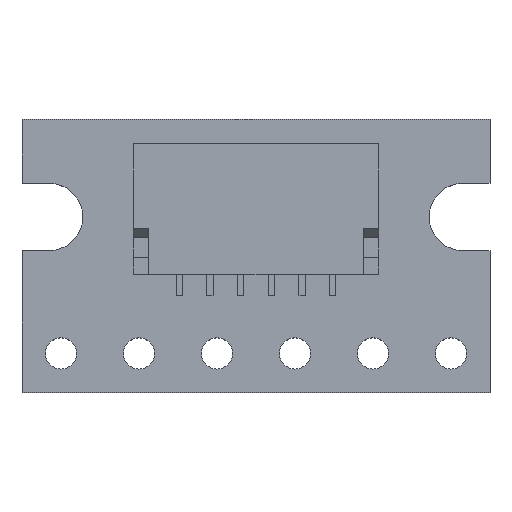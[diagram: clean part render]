
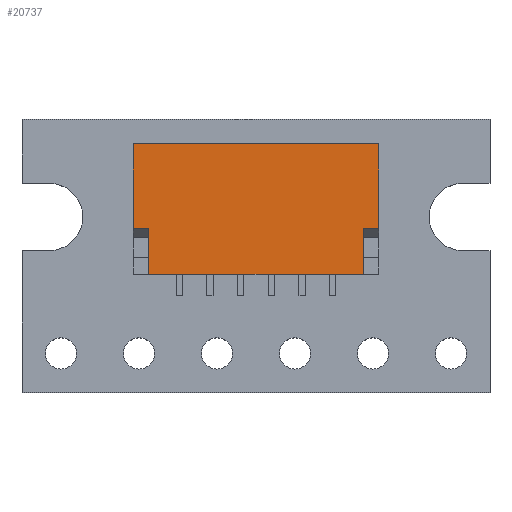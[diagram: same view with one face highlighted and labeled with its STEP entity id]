
A CAD part, top view. The second image highlights one B-rep face of the part: STEP entity #20737.
In plain terms, the highlighted planar face has unit normal (0, 0, 1).
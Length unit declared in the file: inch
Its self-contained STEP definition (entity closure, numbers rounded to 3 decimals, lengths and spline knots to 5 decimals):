
#440 = CARTESIAN_POINT ( 'NONE',  ( 0.4378, 0.15134, 0.15654 ) ) ;
#1079 = VECTOR ( 'NONE', #11741, 39.37008 ) ;
#1811 = LINE ( 'NONE', #10357, #12567 ) ;
#2314 = VECTOR ( 'NONE', #23349, 39.37008 ) ;
#2395 = VERTEX_POINT ( 'NONE', #12290 ) ;
#2604 = DIRECTION ( 'NONE',  ( 1., 0., 0. ) ) ;
#2607 = CARTESIAN_POINT ( 'NONE',  ( 0.45748, 0.20995, 0.15654 ) ) ;
#2939 = CARTESIAN_POINT ( 'NONE',  ( 0.1622, 0.15134, 0.15654 ) ) ;
#3748 = ORIENTED_EDGE ( 'NONE', *, *, #10912, .F. ) ;
#3780 = LINE ( 'NONE', #18673, #2314 ) ;
#4454 = CARTESIAN_POINT ( 'NONE',  ( 0.1622, 0.20995, 0.15654 ) ) ;
#4640 = CARTESIAN_POINT ( 'NONE',  ( 0.45748, 0.31866, 0.15654 ) ) ;
#5058 = VERTEX_POINT ( 'NONE', #8441 ) ;
#5225 = VERTEX_POINT ( 'NONE', #4640 ) ;
#5466 = CARTESIAN_POINT ( 'NONE',  ( 0.14252, 0.20995, 0.15654 ) ) ;
#5552 = LINE ( 'NONE', #2939, #1079 ) ;
#7169 = AXIS2_PLACEMENT_3D ( 'NONE', #25143, #14243, #22828 ) ;
#7339 = CARTESIAN_POINT ( 'NONE',  ( 0.45748, 0.20995, 0.15654 ) ) ;
#7901 = EDGE_CURVE ( 'NONE', #14440, #12375, #11688, .T. ) ;
#8441 = CARTESIAN_POINT ( 'NONE',  ( 0.4378, 0.15134, 0.15654 ) ) ;
#8556 = VECTOR ( 'NONE', #11784, 39.37008 ) ;
#8807 = VERTEX_POINT ( 'NONE', #5466 ) ;
#9082 = DIRECTION ( 'NONE',  ( 0., 1., 0. ) ) ;
#9191 = ORIENTED_EDGE ( 'NONE', *, *, #22833, .F. ) ;
#10357 = CARTESIAN_POINT ( 'NONE',  ( 0.45748, 0.15134, 0.15654 ) ) ;
#10873 = ORIENTED_EDGE ( 'NONE', *, *, #22416, .F. ) ;
#10912 = EDGE_CURVE ( 'NONE', #5225, #14440, #1811, .T. ) ;
#11104 = CARTESIAN_POINT ( 'NONE',  ( 0.14252, 0.15134, 0.15654 ) ) ;
#11413 = DIRECTION ( 'NONE',  ( -1., 0., 0. ) ) ;
#11688 = LINE ( 'NONE', #2607, #22559 ) ;
#11741 = DIRECTION ( 'NONE',  ( 0., 1., 0. ) ) ;
#11784 = DIRECTION ( 'NONE',  ( -1., 0., 0. ) ) ;
#11946 = ORIENTED_EDGE ( 'NONE', *, *, #27449, .F. ) ;
#12290 = CARTESIAN_POINT ( 'NONE',  ( 0.1622, 0.15134, 0.15654 ) ) ;
#12375 = VERTEX_POINT ( 'NONE', #22170 ) ;
#12567 = VECTOR ( 'NONE', #18888, 39.37008 ) ;
#12709 = ORIENTED_EDGE ( 'NONE', *, *, #14993, .F. ) ;
#13153 = LINE ( 'NONE', #11104, #15174 ) ;
#13428 = VECTOR ( 'NONE', #2604, 39.37008 ) ;
#13753 = CARTESIAN_POINT ( 'NONE',  ( 0.45748, 0.31866, 0.15654 ) ) ;
#13769 = LINE ( 'NONE', #440, #18405 ) ;
#14243 = DIRECTION ( 'NONE',  ( 0., 0., -1. ) ) ;
#14440 = VERTEX_POINT ( 'NONE', #21567 ) ;
#14993 = EDGE_CURVE ( 'NONE', #5058, #2395, #3780, .T. ) ;
#15174 = VECTOR ( 'NONE', #9082, 39.37008 ) ;
#15204 = EDGE_CURVE ( 'NONE', #20609, #5225, #20651, .T. ) ;
#15391 = VERTEX_POINT ( 'NONE', #4454 ) ;
#16774 = CARTESIAN_POINT ( 'NONE',  ( 0.14252, 0.31866, 0.15654 ) ) ;
#17554 = DIRECTION ( 'NONE',  ( 0., -1., 0. ) ) ;
#18313 = LINE ( 'NONE', #7339, #8556 ) ;
#18405 = VECTOR ( 'NONE', #17554, 39.37008 ) ;
#18673 = CARTESIAN_POINT ( 'NONE',  ( 0.45748, 0.15134, 0.15654 ) ) ;
#18888 = DIRECTION ( 'NONE',  ( 0., -1., 0. ) ) ;
#18928 = ORIENTED_EDGE ( 'NONE', *, *, #7901, .F. ) ;
#20609 = VERTEX_POINT ( 'NONE', #16774 ) ;
#20651 = LINE ( 'NONE', #13753, #13428 ) ;
#20737 = ADVANCED_FACE ( 'NONE', ( #21477 ), #24031, .F. ) ;
#21211 = ORIENTED_EDGE ( 'NONE', *, *, #15204, .F. ) ;
#21477 = FACE_OUTER_BOUND ( 'NONE', #23428, .T. ) ;
#21567 = CARTESIAN_POINT ( 'NONE',  ( 0.45748, 0.20995, 0.15654 ) ) ;
#22170 = CARTESIAN_POINT ( 'NONE',  ( 0.4378, 0.20995, 0.15654 ) ) ;
#22416 = EDGE_CURVE ( 'NONE', #15391, #8807, #18313, .T. ) ;
#22559 = VECTOR ( 'NONE', #11413, 39.37008 ) ;
#22828 = DIRECTION ( 'NONE',  ( 0., -1., 0. ) ) ;
#22833 = EDGE_CURVE ( 'NONE', #2395, #15391, #5552, .T. ) ;
#23349 = DIRECTION ( 'NONE',  ( -1., 0., 0. ) ) ;
#23428 = EDGE_LOOP ( 'NONE', ( #3748, #21211, #26308, #10873, #9191, #12709, #11946, #18928 ) ) ;
#24031 = PLANE ( 'NONE',  #7169 ) ;
#25143 = CARTESIAN_POINT ( 'NONE',  ( 0.45748, 0.15134, 0.15654 ) ) ;
#26308 = ORIENTED_EDGE ( 'NONE', *, *, #27657, .F. ) ;
#27449 = EDGE_CURVE ( 'NONE', #12375, #5058, #13769, .T. ) ;
#27657 = EDGE_CURVE ( 'NONE', #8807, #20609, #13153, .T. ) ;
